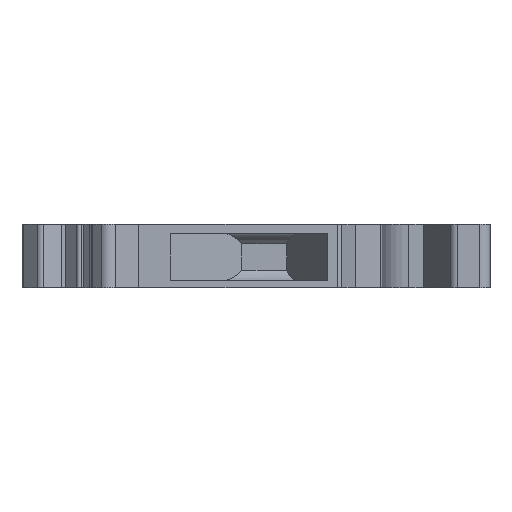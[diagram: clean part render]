
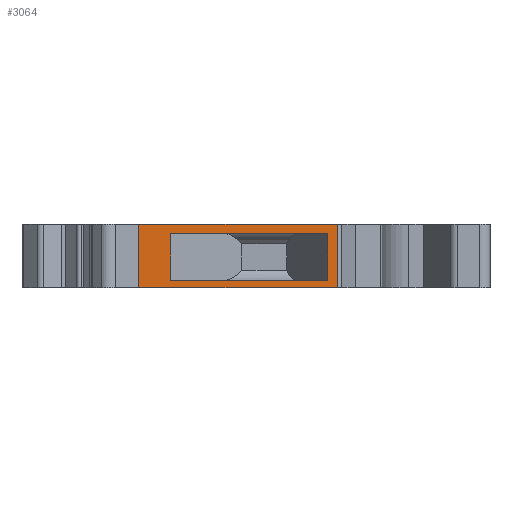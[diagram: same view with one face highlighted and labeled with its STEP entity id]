
A CAD part, left-side view. The second image highlights one B-rep face of the part: STEP entity #3064.
In plain terms, the highlighted planar face has unit normal (-1, 0, 0).
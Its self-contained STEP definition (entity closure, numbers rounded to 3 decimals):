
#366=DIRECTION('',(0.,-1.,0.));
#367=VECTOR('',#366,19.529);
#368=CARTESIAN_POINT('',(-23.25,11.529,-3.1));
#369=LINE('',#368,#367);
#679=DIRECTION('',(0.,0.,1.));
#680=VECTOR('',#679,6.2);
#681=CARTESIAN_POINT('',(-23.25,-8.,-3.1));
#682=LINE('',#681,#680);
#683=DIRECTION('',(0.,0.,1.));
#684=VECTOR('',#683,6.2);
#685=CARTESIAN_POINT('',(-23.25,11.529,-3.1));
#686=LINE('',#685,#684);
#687=DIRECTION('',(0.,0.,1.));
#688=VECTOR('',#687,4.6);
#689=CARTESIAN_POINT('',(-23.25,8.4,-2.4));
#690=LINE('',#689,#688);
#691=DIRECTION('',(0.,1.,0.));
#692=VECTOR('',#691,15.441);
#693=CARTESIAN_POINT('',(-23.25,-7.041,-2.4));
#694=LINE('',#693,#692);
#695=DIRECTION('',(0.,0.,1.));
#696=VECTOR('',#695,4.6);
#697=CARTESIAN_POINT('',(-23.25,-7.041,-2.4));
#698=LINE('',#697,#696);
#699=DIRECTION('',(0.,1.,0.));
#700=VECTOR('',#699,15.441);
#701=CARTESIAN_POINT('',(-23.25,-7.041,2.2));
#702=LINE('',#701,#700);
#1221=DIRECTION('',(0.,-1.,0.));
#1222=VECTOR('',#1221,19.529);
#1223=CARTESIAN_POINT('',(-23.25,11.529,3.1));
#1224=LINE('',#1223,#1222);
#1900=CARTESIAN_POINT('',(-23.25,11.529,-3.1));
#1901=VERTEX_POINT('',#1900);
#1902=CARTESIAN_POINT('',(-23.25,-8.,-3.1));
#1903=VERTEX_POINT('',#1902);
#2136=CARTESIAN_POINT('',(-23.25,11.529,3.1));
#2137=VERTEX_POINT('',#2136);
#2138=CARTESIAN_POINT('',(-23.25,-8.,3.1));
#2139=VERTEX_POINT('',#2138);
#2240=CARTESIAN_POINT('',(-23.25,8.4,-2.4));
#2241=CARTESIAN_POINT('',(-23.25,8.4,2.2));
#2242=VERTEX_POINT('',#2240);
#2243=VERTEX_POINT('',#2241);
#2244=CARTESIAN_POINT('',(-23.25,-7.041,-2.4));
#2245=CARTESIAN_POINT('',(-23.25,-7.041,2.2));
#2246=VERTEX_POINT('',#2244);
#2247=VERTEX_POINT('',#2245);
#3041=CARTESIAN_POINT('',(-23.25,11.529,-3.1));
#3042=DIRECTION('',(-1.,0.,0.));
#3043=DIRECTION('',(0.,-1.,0.));
#3044=AXIS2_PLACEMENT_3D('',#3041,#3042,#3043);
#3045=PLANE('',#3044);
#3046=ORIENTED_EDGE('',*,*,#2429,.F.);
#3048=ORIENTED_EDGE('',*,*,#3047,.T.);
#3050=ORIENTED_EDGE('',*,*,#3049,.T.);
#3051=ORIENTED_EDGE('',*,*,#3033,.F.);
#3052=EDGE_LOOP('',(#3046,#3048,#3050,#3051));
#3053=FACE_OUTER_BOUND('',#3052,.F.);
#3055=ORIENTED_EDGE('',*,*,#3054,.F.);
#3057=ORIENTED_EDGE('',*,*,#3056,.F.);
#3059=ORIENTED_EDGE('',*,*,#3058,.T.);
#3061=ORIENTED_EDGE('',*,*,#3060,.T.);
#3062=EDGE_LOOP('',(#3055,#3057,#3059,#3061));
#3063=FACE_BOUND('',#3062,.F.);
#2429=EDGE_CURVE('',#1901,#1903,#369,.T.);
#3033=EDGE_CURVE('',#1903,#2139,#682,.T.);
#3047=EDGE_CURVE('',#1901,#2137,#686,.T.);
#3049=EDGE_CURVE('',#2137,#2139,#1224,.T.);
#3054=EDGE_CURVE('',#2242,#2243,#690,.T.);
#3056=EDGE_CURVE('',#2246,#2242,#694,.T.);
#3058=EDGE_CURVE('',#2246,#2247,#698,.T.);
#3060=EDGE_CURVE('',#2247,#2243,#702,.T.);
#3064=ADVANCED_FACE('',(#3053,#3063),#3045,.T.);
